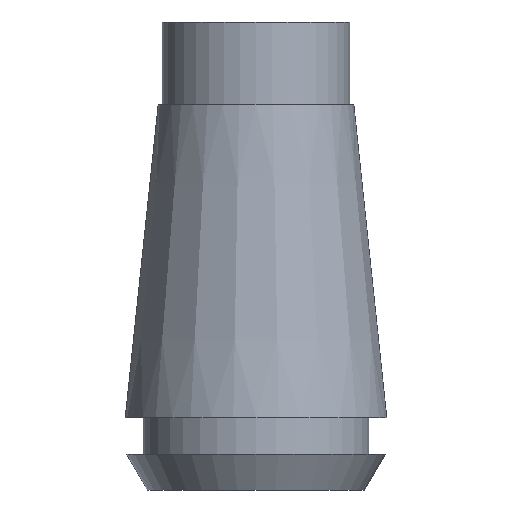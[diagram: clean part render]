
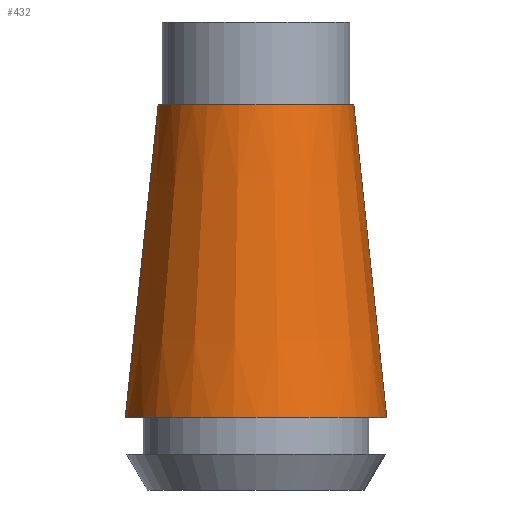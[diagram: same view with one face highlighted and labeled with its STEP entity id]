
A CAD part, left-side view. The second image highlights one B-rep face of the part: STEP entity #432.
In plain terms, the highlighted conical face has half-angle 6 degrees and reference radius 4.152 mm.
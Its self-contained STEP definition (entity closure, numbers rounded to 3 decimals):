
#64=CARTESIAN_POINT('',(0.,0.,-3.));
#65=DIRECTION('',(0.,0.,-1.));
#66=DIRECTION('',(0.,-1.,0.));
#67=AXIS2_PLACEMENT_3D('',#64,#65,#66);
#96=DIRECTION('',(0.,-0.105,-0.995));
#97=VECTOR('',#96,11.441);
#98=CARTESIAN_POINT('',(0.,-3.554,-3.));
#99=LINE('',#98,#97);
#103=DIRECTION('',(0.,0.105,-0.995));
#104=VECTOR('',#103,11.441);
#105=CARTESIAN_POINT('',(0.,3.554,-3.));
#106=LINE('',#105,#104);
#118=CARTESIAN_POINT('',(0.,0.,-14.379));
#119=DIRECTION('',(0.,0.,1.));
#120=DIRECTION('',(0.,1.,0.));
#121=AXIS2_PLACEMENT_3D('',#118,#119,#120);
#320=CARTESIAN_POINT('',(0.,-3.554,-3.));
#321=CARTESIAN_POINT('',(0.,3.554,-3.));
#322=VERTEX_POINT('',#320);
#323=VERTEX_POINT('',#321);
#324=CARTESIAN_POINT('',(0.,4.75,-14.379));
#325=VERTEX_POINT('',#324);
#326=CARTESIAN_POINT('',(0.,-4.75,-14.379));
#327=VERTEX_POINT('',#326);
#418=CARTESIAN_POINT('',(0.,0.,-8.689));
#419=DIRECTION('',(0.,0.,-1.));
#420=DIRECTION('',(0.,-1.,0.));
#421=AXIS2_PLACEMENT_3D('',#418,#419,#420);
#422=CONICAL_SURFACE('',#421,4.152,6.);
#424=ORIENTED_EDGE('',*,*,#423,.F.);
#425=ORIENTED_EDGE('',*,*,#407,.F.);
#427=ORIENTED_EDGE('',*,*,#426,.T.);
#429=ORIENTED_EDGE('',*,*,#428,.F.);
#430=EDGE_LOOP('',(#424,#425,#427,#429));
#431=FACE_OUTER_BOUND('',#430,.F.);
#68=CIRCLE('',#67,3.554);
#122=CIRCLE('',#121,4.75);
#407=EDGE_CURVE('',#322,#323,#68,.T.);
#423=EDGE_CURVE('',#323,#325,#106,.T.);
#426=EDGE_CURVE('',#322,#327,#99,.T.);
#428=EDGE_CURVE('',#325,#327,#122,.T.);
#432=ADVANCED_FACE('',(#431),#422,.T.);
